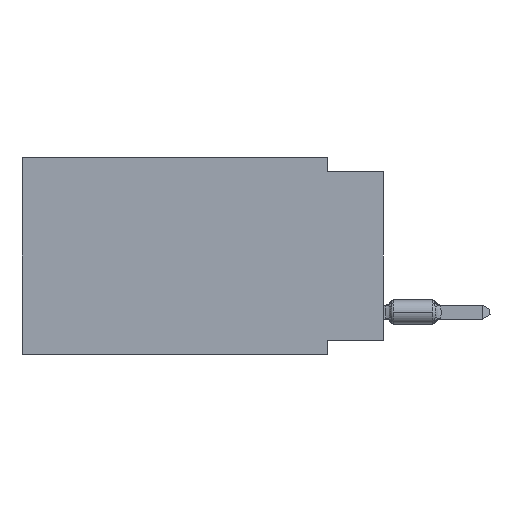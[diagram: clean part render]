
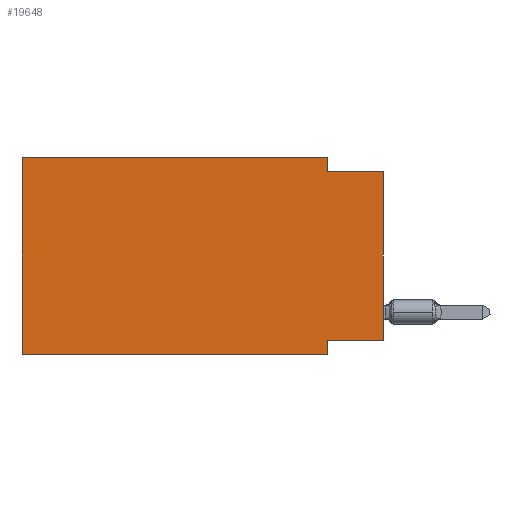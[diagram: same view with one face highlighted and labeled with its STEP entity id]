
A CAD part, left-side view. The second image highlights one B-rep face of the part: STEP entity #19648.
In plain terms, the highlighted planar face has unit normal (-1, 0, 0).
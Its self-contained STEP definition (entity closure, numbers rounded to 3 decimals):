
#5 = CARTESIAN_POINT ( 'NONE',  ( 0., 0., -8.255 ) ) ;
#1543 = VECTOR ( 'NONE', #23260, 1000. ) ;
#4163 = CARTESIAN_POINT ( 'NONE',  ( 0., 0., -8.255 ) ) ;
#4521 = VERTEX_POINT ( 'NONE', #6042 ) ;
#4734 = CARTESIAN_POINT ( 'NONE',  ( 0., 16.383, -8.89 ) ) ;
#6042 = CARTESIAN_POINT ( 'NONE',  ( 0., 2.54, -0.635 ) ) ;
#7249 = CARTESIAN_POINT ( 'NONE',  ( 0., 0., 0. ) ) ;
#7759 = DIRECTION ( 'NONE',  ( 0., -1., 0. ) ) ;
#8656 = VECTOR ( 'NONE', #42402, 1000. ) ;
#8710 = FACE_OUTER_BOUND ( 'NONE', #44476, .T. ) ;
#8904 = LINE ( 'NONE', #31060, #1543 ) ;
#10138 = CARTESIAN_POINT ( 'NONE',  ( 0., 0., -0.635 ) ) ;
#10415 = CARTESIAN_POINT ( 'NONE',  ( 0., 2.54, -8.255 ) ) ;
#11328 = LINE ( 'NONE', #12040, #34434 ) ;
#11539 = ORIENTED_EDGE ( 'NONE', *, *, #19512, .F. ) ;
#11763 = EDGE_CURVE ( 'NONE', #4521, #44200, #14851, .T. ) ;
#11933 = CARTESIAN_POINT ( 'NONE',  ( 0., 2.54, -8.89 ) ) ;
#12040 = CARTESIAN_POINT ( 'NONE',  ( 0., 16.383, 0. ) ) ;
#12432 = CARTESIAN_POINT ( 'NONE',  ( 0., 2.54, 0. ) ) ;
#12600 = AXIS2_PLACEMENT_3D ( 'NONE', #44790, #26620, #41963 ) ;
#13209 = CARTESIAN_POINT ( 'NONE',  ( 0., 16.383, 0. ) ) ;
#13667 = EDGE_CURVE ( 'NONE', #20738, #4521, #31235, .T. ) ;
#14851 = LINE ( 'NONE', #29224, #22072 ) ;
#15177 = VERTEX_POINT ( 'NONE', #10415 ) ;
#16846 = VECTOR ( 'NONE', #23900, 1000. ) ;
#18837 = CARTESIAN_POINT ( 'NONE',  ( 0., 16.383, 0. ) ) ;
#19078 = ORIENTED_EDGE ( 'NONE', *, *, #22916, .F. ) ;
#19512 = EDGE_CURVE ( 'NONE', #19713, #20738, #11328, .T. ) ;
#19648 = ADVANCED_FACE ( 'NONE', ( #8710 ), #26856, .F. ) ;
#19713 = VERTEX_POINT ( 'NONE', #13209 ) ;
#20738 = VERTEX_POINT ( 'NONE', #12432 ) ;
#22051 = VERTEX_POINT ( 'NONE', #4734 ) ;
#22072 = VECTOR ( 'NONE', #7759, 1000. ) ;
#22482 = EDGE_CURVE ( 'NONE', #22051, #19713, #36761, .T. ) ;
#22916 = EDGE_CURVE ( 'NONE', #42181, #15177, #36478, .T. ) ;
#22920 = EDGE_CURVE ( 'NONE', #42181, #44200, #29409, .T. ) ;
#23260 = DIRECTION ( 'NONE',  ( 0., -1., 0. ) ) ;
#23416 = VECTOR ( 'NONE', #39832, 1000. ) ;
#23900 = DIRECTION ( 'NONE',  ( 0., 0., -1. ) ) ;
#23989 = CARTESIAN_POINT ( 'NONE',  ( 0., 2.54, -8.89 ) ) ;
#24224 = LINE ( 'NONE', #23989, #8656 ) ;
#25856 = DIRECTION ( 'NONE',  ( 0., 0., 1. ) ) ;
#26268 = ORIENTED_EDGE ( 'NONE', *, *, #13667, .F. ) ;
#26620 = DIRECTION ( 'NONE',  ( 1., 0., 0. ) ) ;
#26856 = PLANE ( 'NONE',  #12600 ) ;
#26930 = EDGE_CURVE ( 'NONE', #15177, #38453, #24224, .T. ) ;
#27199 = CARTESIAN_POINT ( 'NONE',  ( 0., 2.54, 0. ) ) ;
#29224 = CARTESIAN_POINT ( 'NONE',  ( 0., 0., -0.635 ) ) ;
#29409 = LINE ( 'NONE', #7249, #43134 ) ;
#31060 = CARTESIAN_POINT ( 'NONE',  ( 0., 16.383, -8.89 ) ) ;
#31126 = VECTOR ( 'NONE', #32950, 1000. ) ;
#31235 = LINE ( 'NONE', #27199, #16846 ) ;
#32950 = DIRECTION ( 'NONE',  ( 0., 1., 0. ) ) ;
#33391 = ORIENTED_EDGE ( 'NONE', *, *, #26930, .F. ) ;
#34434 = VECTOR ( 'NONE', #37245, 1000. ) ;
#36478 = LINE ( 'NONE', #4163, #31126 ) ;
#36585 = ORIENTED_EDGE ( 'NONE', *, *, #22482, .F. ) ;
#36761 = LINE ( 'NONE', #18837, #23416 ) ;
#37245 = DIRECTION ( 'NONE',  ( 0., -1., 0. ) ) ;
#38209 = EDGE_CURVE ( 'NONE', #22051, #38453, #8904, .T. ) ;
#38453 = VERTEX_POINT ( 'NONE', #11933 ) ;
#39832 = DIRECTION ( 'NONE',  ( 0., 0., 1. ) ) ;
#41963 = DIRECTION ( 'NONE',  ( 0., 0., -1. ) ) ;
#42181 = VERTEX_POINT ( 'NONE', #5 ) ;
#42402 = DIRECTION ( 'NONE',  ( 0., 0., -1. ) ) ;
#43134 = VECTOR ( 'NONE', #25856, 1000. ) ;
#44200 = VERTEX_POINT ( 'NONE', #10138 ) ;
#44285 = ORIENTED_EDGE ( 'NONE', *, *, #11763, .F. ) ;
#44476 = EDGE_LOOP ( 'NONE', ( #45621, #44285, #26268, #11539, #36585, #46656, #33391, #19078 ) ) ;
#44790 = CARTESIAN_POINT ( 'NONE',  ( 0., 16.383, 0. ) ) ;
#45621 = ORIENTED_EDGE ( 'NONE', *, *, #22920, .T. ) ;
#46656 = ORIENTED_EDGE ( 'NONE', *, *, #38209, .T. ) ;
